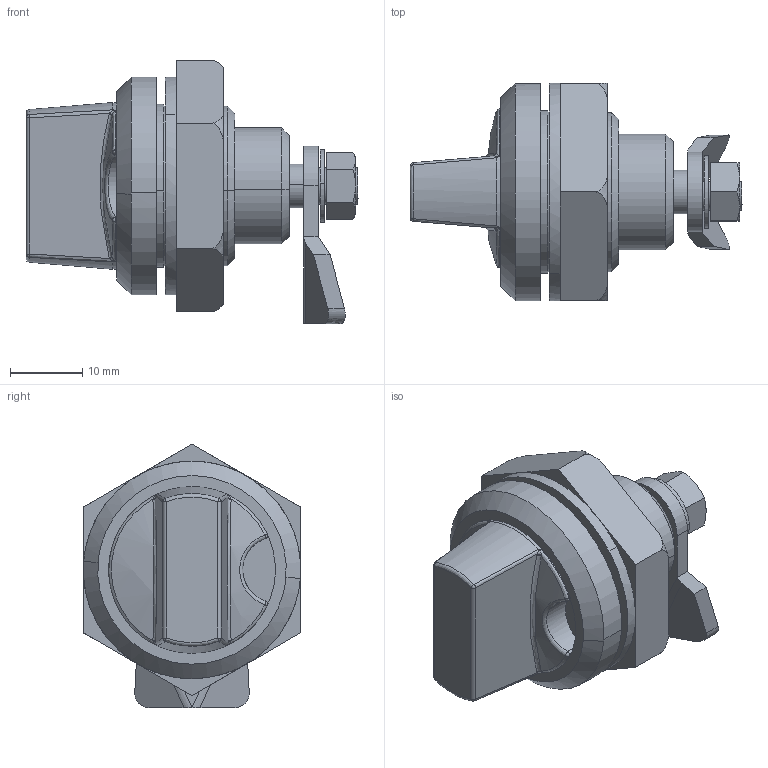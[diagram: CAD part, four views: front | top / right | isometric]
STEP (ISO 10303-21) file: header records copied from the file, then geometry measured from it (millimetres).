
FILE_DESCRIPTION((''),'2;1');
FILE_NAME('','2013-06-24T16:24:58',(''),(''),'','CADfix','');
FILE_SCHEMA(('AUTOMOTIVE_DESIGN { 1 0 10303 214 1 1 1 1 }'));
Length unit declared in the file: millimetre
Bounding box: 45.8 x 30 x 36.32 mm (x, y, z)
Volume: 5132.8 mm3; surface area: 7699.6 mm2
Topology: 2 solids, 21 shells, 141 faces, 458 edges, 333 vertices
Faces by surface type: bspline 141
Entity records: 7533 total; most frequent: CARTESIAN_POINT 4934, ORIENTED_EDGE 760, EDGE_CURVE 458, VERTEX_POINT 333, EDGE_LOOP 157, QUASI_UNIFORM_CURVE 148, FACE_OUTER_BOUND 141, ADVANCED_FACE 141
